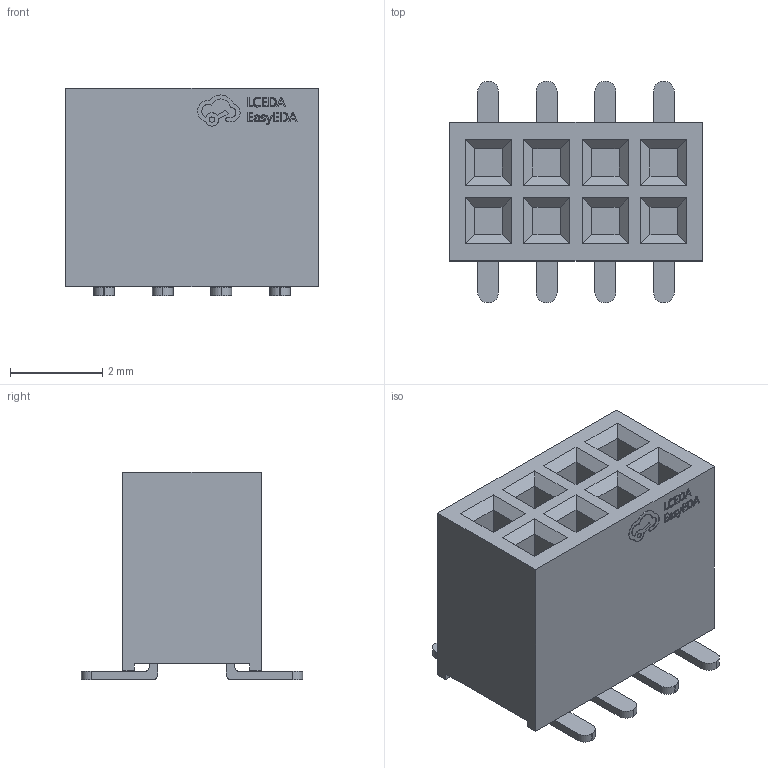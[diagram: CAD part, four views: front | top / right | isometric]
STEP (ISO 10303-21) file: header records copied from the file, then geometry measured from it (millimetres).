
FILE_DESCRIPTION (( 'STEP AP214' ), '1' );
FILE_NAME ('HDR-SMD_8P-P1.27-F-LS-2X4P.step', '2022-07-02T11:15:09', ( '' ), ( '' ), 'SwSTEP 2.0', 'SolidWorks 2020', '' );
FILE_SCHEMA (( 'AUTOMOTIVE_DESIGN' ));
Length unit declared in the file: millimetre
Products named in the file (1): HDR-SMD_8P-P1.27-F-LS-2X4P
Bounding box: 5.48 x 4.8 x 4.5 mm (x, y, z)
Volume: 57.8 mm3; surface area: 200.6 mm2
Topology: 1 solids, 1 shells, 454 faces, 1198 edges, 788 vertices
Faces by surface type: plane 308, bspline 114, cylinder 32
Entity records: 19630 total; most frequent: CARTESIAN_POINT 4803, ORIENTED_EDGE 2396, DIRECTION 1712, EDGE_CURVE 1198, LINE 902, VECTOR 902, VERTEX_POINT 788, EDGE_LOOP 496
